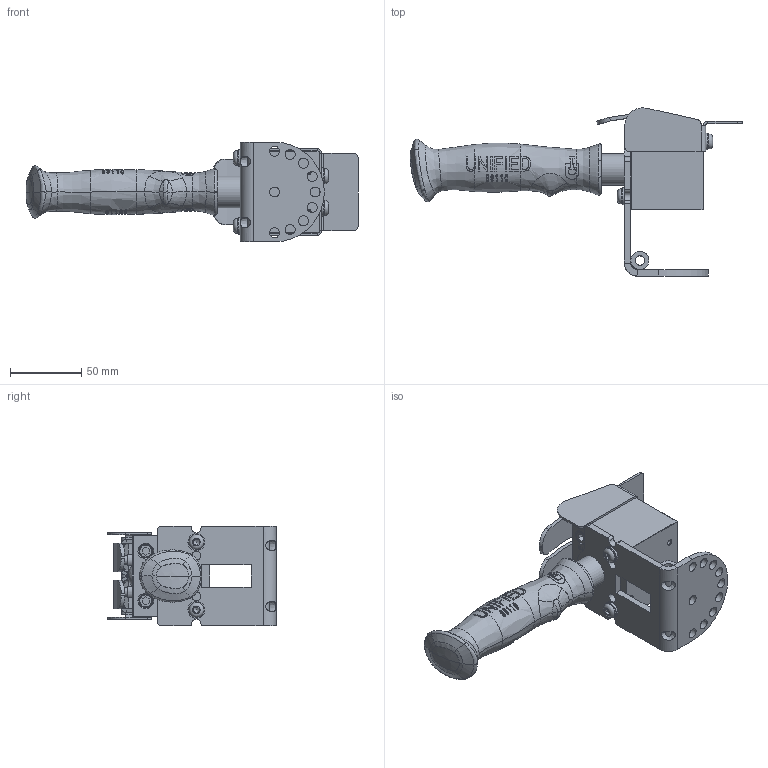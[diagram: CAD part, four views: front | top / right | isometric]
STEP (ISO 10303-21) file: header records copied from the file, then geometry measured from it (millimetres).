
FILE_DESCRIPTION(/* description */ (''),/* implementation_level */ '2;1');
FILE_NAME(/* name */ '79692.stp',/* time_stamp */ '2020-12-02T08:02:13-05:00',/* author */ ('mnhhw'),/* organization */ (''),/* preprocessor_version */ 'ST-DEVELOPER v17',/* originating_system */ 'Autodesk Inventor 2019',/* authorisation */ '');
FILE_SCHEMA (('AUTOMOTIVE_DESIGN { 1 0 10303 214 3 1 1 }'));
Products named in the file (1): 79692
Bounding box: 232.84 x 117.98 x 69.85 mm (x, y, z)
Volume: 185002.8 mm3; surface area: 102175 mm2
Topology: 19 solids, 27 shells, 941 faces, 2740 edges, 1870 vertices
Faces by surface type: plane 419, bspline 311, cylinder 144, cone 54, torus 12, sphere 1
Full cylindrical faces by diameter (mm): 3.3 x4, 4.762 x3, 4.953 x4, 5 x4, 6 x4, 6.172 x2, 6.35 x8, 6.604 x2, 6.985 x10, 9.133 x2, 10.5 x4, 12.7 x2, 14.224 x2, 14.351 x2, 14.55 x1, 15.875 x1, 18.796 x2, 19.05 x2, 22.225 x1, 22.479 x1
Entity records: 67151 total; most frequent: CARTESIAN_POINT 43973, ORIENTED_EDGE 5327, DIRECTION 3739, EDGE_CURVE 2736, VERTEX_POINT 1870, AXIS2_PLACEMENT_3D 1339, EDGE_LOOP 1072, LINE 1061
